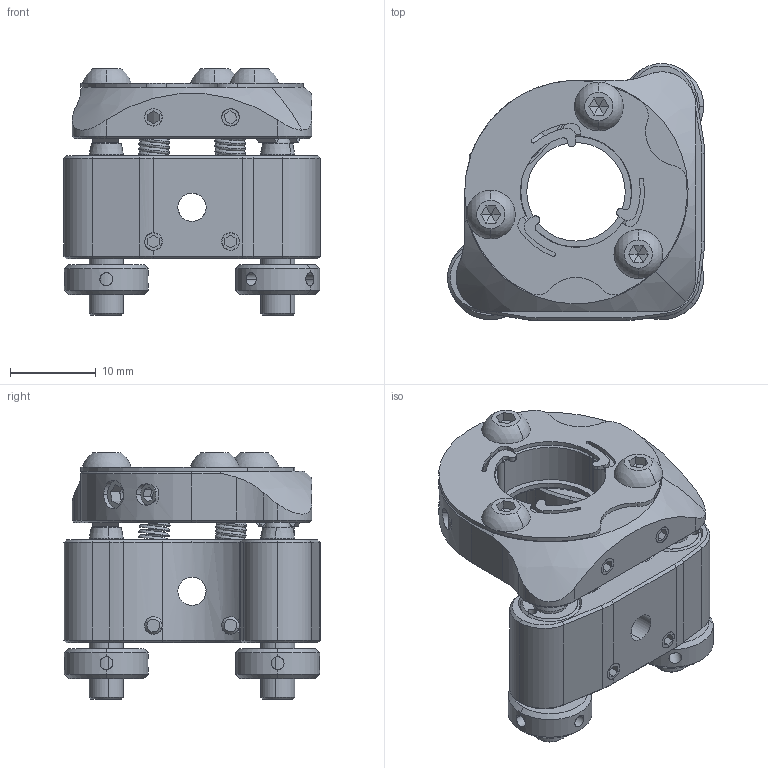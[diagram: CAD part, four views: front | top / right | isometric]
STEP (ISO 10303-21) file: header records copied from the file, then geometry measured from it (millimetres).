
FILE_DESCRIPTION (( 'STEP AP203' ), '1' );
FILE_NAME ('SUS12.7-0.STEP', '2019-04-30T03:36:44', ( 'User' ), ( 'User' ), 'SwSTEP 2.0', 'SolidWorks 2016', '' );
FILE_SCHEMA (( 'CONFIG_CONTROL_DESIGN' ));
Length unit declared in the file: millimetre
Products named in the file (1): SUS12.7-0
Bounding box: 30 x 29.99 x 28.74 mm (x, y, z)
Surface area: 8529.1 mm2 (no closed solid volume)
Topology: 0 solids, 40 shells, 610 faces, 1891 edges, 1289 vertices
Faces by surface type: plane 268, cylinder 193, cone 128, sphere 14, bspline 7
Entity records: 25686 total; most frequent: CARTESIAN_POINT 8877, DIRECTION 3545, ORIENTED_EDGE 3173, EDGE_CURVE 1864, VERTEX_POINT 1280, AXIS2_PLACEMENT_3D 1193, VECTOR 1159, LINE 1159
